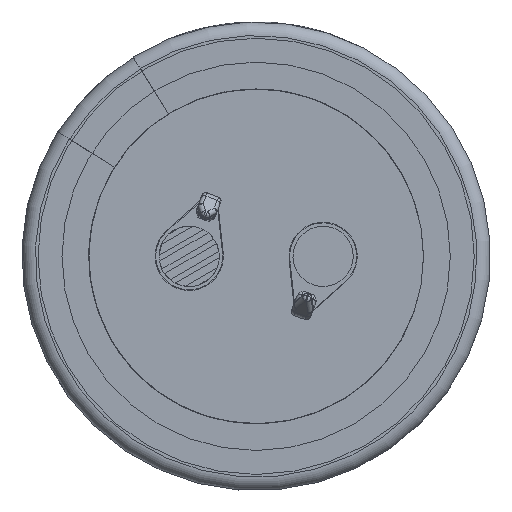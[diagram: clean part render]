
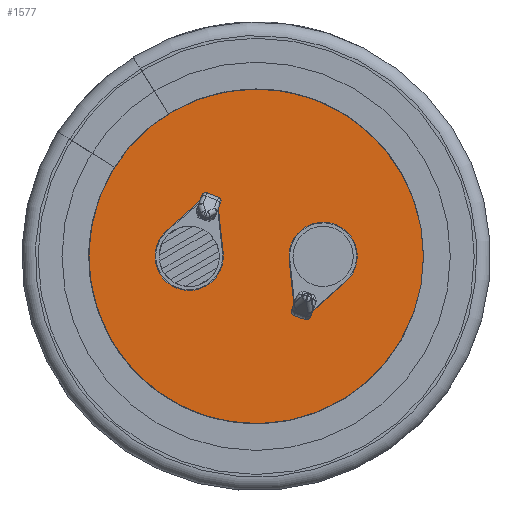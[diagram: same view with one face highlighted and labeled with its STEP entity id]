
A CAD part, front view. The second image highlights one B-rep face of the part: STEP entity #1577.
In plain terms, the highlighted planar face has unit normal (0, -1, 0).
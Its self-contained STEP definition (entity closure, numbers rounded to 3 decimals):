
#1577 = ADVANCED_FACE( '', ( #3332, #3333, #3334 ), #3335, .T. );
#3332 = FACE_OUTER_BOUND( '', #7153, .T. );
#3333 = FACE_BOUND( '', #7154, .T. );
#3334 = FACE_BOUND( '', #7155, .T. );
#3335 = PLANE( '', #7156 );
#7153 = EDGE_LOOP( '', ( #11870 ) );
#7154 = EDGE_LOOP( '', ( #11871, #11872, #11873, #11874 ) );
#7155 = EDGE_LOOP( '', ( #11875, #11876, #11877, #11878 ) );
#7156 = AXIS2_PLACEMENT_3D( '', #11879, #11880, #11881 );
#11870 = ORIENTED_EDGE( '', *, *, #14126, .T. );
#11871 = ORIENTED_EDGE( '', *, *, #13615, .F. );
#11872 = ORIENTED_EDGE( '', *, *, #15034, .F. );
#11873 = ORIENTED_EDGE( '', *, *, #13620, .F. );
#11874 = ORIENTED_EDGE( '', *, *, #15035, .F. );
#11875 = ORIENTED_EDGE( '', *, *, #14804, .T. );
#11876 = ORIENTED_EDGE( '', *, *, #13719, .T. );
#11877 = ORIENTED_EDGE( '', *, *, #15036, .T. );
#11878 = ORIENTED_EDGE( '', *, *, #15037, .T. );
#11879 = CARTESIAN_POINT( '', ( 0., 0., 0. ) );
#11880 = DIRECTION( '', ( 0., -1., 0. ) );
#11881 = DIRECTION( '', ( 0., 0., -1. ) );
#13615 = EDGE_CURVE( '', #15995, #15996, #15997, .T. );
#13620 = EDGE_CURVE( '', #16004, #16005, #16006, .T. );
#13719 = EDGE_CURVE( '', #16176, #16177, #16178, .T. );
#14126 = EDGE_CURVE( '', #16824, #16824, #16825, .T. );
#14804 = EDGE_CURVE( '', #17774, #16176, #17775, .T. );
#15034 = EDGE_CURVE( '', #16005, #15995, #18053, .T. );
#15035 = EDGE_CURVE( '', #15996, #16004, #18054, .T. );
#15036 = EDGE_CURVE( '', #16177, #18055, #18056, .T. );
#15037 = EDGE_CURVE( '', #18055, #17774, #18057, .T. );
#15995 = VERTEX_POINT( '', #19919 );
#15996 = VERTEX_POINT( '', #19920 );
#15997 = LINE( '', #19921, #19922 );
#16004 = VERTEX_POINT( '', #19932 );
#16005 = VERTEX_POINT( '', #19933 );
#16006 = LINE( '', #19934, #19935 );
#16176 = VERTEX_POINT( '', #20360 );
#16177 = VERTEX_POINT( '', #20361 );
#16178 = LINE( '', #20362, #20363 );
#16824 = VERTEX_POINT( '', #21884 );
#16825 = CIRCLE( '', #21885, 14.5 );
#17774 = VERTEX_POINT( '', #24208 );
#17775 = LINE( '', #24209, #24210 );
#18053 = LINE( '', #24732, #24733 );
#18054 = CIRCLE( '', #24734, 2.55 );
#18055 = VERTEX_POINT( '', #24735 );
#18056 = LINE( '', #24736, #24737 );
#18057 = CIRCLE( '', #24738, 2.55 );
#19919 = CARTESIAN_POINT( '', ( -4.27, 0., 4.059 ) );
#19920 = CARTESIAN_POINT( '', ( -6.694, 0., 1.906 ) );
#19921 = CARTESIAN_POINT( '', ( -4.27, 0., 4.059 ) );
#19922 = VECTOR( '', #25518, 1000. );
#19932 = CARTESIAN_POINT( '', ( -2.465, 0., 0.274 ) );
#19933 = CARTESIAN_POINT( '', ( -2.814, 0., 3.497 ) );
#19934 = CARTESIAN_POINT( '', ( -2.465, 0., 0.274 ) );
#19935 = VECTOR( '', #25522, 1000. );
#20360 = CARTESIAN_POINT( '', ( 4.27, 0., -4.059 ) );
#20361 = CARTESIAN_POINT( '', ( 2.814, 0., -3.497 ) );
#20362 = CARTESIAN_POINT( '', ( 4.27, 0., -4.059 ) );
#20363 = VECTOR( '', #25561, 1000. );
#21884 = CARTESIAN_POINT( '', ( 0., 0., -14.5 ) );
#21885 = AXIS2_PLACEMENT_3D( '', #25735, #25736, #25737 );
#24208 = CARTESIAN_POINT( '', ( 6.694, 0., -1.906 ) );
#24209 = CARTESIAN_POINT( '', ( 6.694, 0., -1.906 ) );
#24210 = VECTOR( '', #25982, 1000. );
#24732 = CARTESIAN_POINT( '', ( -2.814, 0., 3.497 ) );
#24733 = VECTOR( '', #26066, 1000. );
#24734 = AXIS2_PLACEMENT_3D( '', #26067, #26068, #26069 );
#24735 = CARTESIAN_POINT( '', ( 2.465, 0., -0.274 ) );
#24736 = CARTESIAN_POINT( '', ( 2.814, 0., -3.497 ) );
#24737 = VECTOR( '', #26070, 1000. );
#24738 = AXIS2_PLACEMENT_3D( '', #26071, #26072, #26073 );
#25518 = DIRECTION( '', ( -0.748, 0., -0.664 ) );
#25522 = DIRECTION( '', ( -0.108, 0., 0.994 ) );
#25561 = DIRECTION( '', ( -0.933, 0., 0.36 ) );
#25735 = CARTESIAN_POINT( '', ( 0., 0., 0. ) );
#25736 = DIRECTION( '', ( 0., -1., 0. ) );
#25737 = DIRECTION( '', ( 0., 0., -1. ) );
#25982 = DIRECTION( '', ( -0.748, 0., -0.664 ) );
#26066 = DIRECTION( '', ( -0.933, 0., 0.36 ) );
#26067 = CARTESIAN_POINT( '', ( -5., 0., 0. ) );
#26068 = DIRECTION( '', ( 0., -1., 0. ) );
#26069 = DIRECTION( '', ( 0., 0., 1. ) );
#26070 = DIRECTION( '', ( -0.108, 0., 0.994 ) );
#26071 = CARTESIAN_POINT( '', ( 5., 0., 0. ) );
#26072 = DIRECTION( '', ( 0., 1., 0. ) );
#26073 = DIRECTION( '', ( 0., 0., -1. ) );
